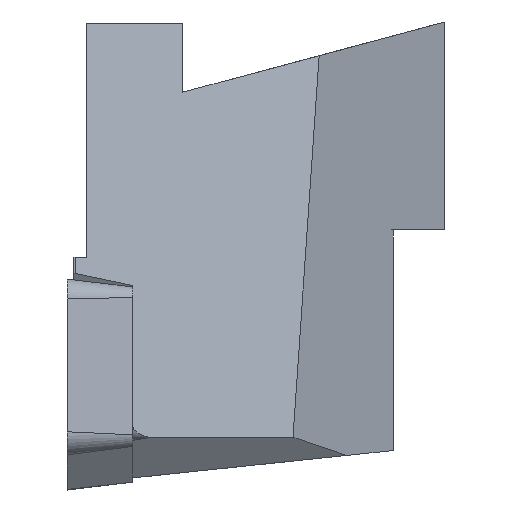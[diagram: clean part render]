
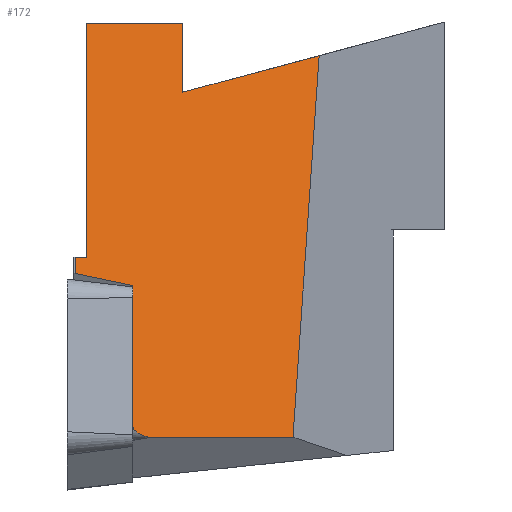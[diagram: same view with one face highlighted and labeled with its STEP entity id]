
A CAD part, left-side view. The second image highlights one B-rep face of the part: STEP entity #172.
In plain terms, the highlighted planar face has unit normal (-0.947, -0.309, 0.083).
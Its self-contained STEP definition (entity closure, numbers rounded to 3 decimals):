
#172=ADVANCED_FACE('',(#246),#217,.F.);
#217=PLANE('',#927);
#246=FACE_OUTER_BOUND('',#280,.T.);
#280=EDGE_LOOP('',(#341,#342,#343,#344,#345,#346,#347,#348,#349,#350,#351));
#336=ELLIPSE('',#926,1.618,0.5);
#341=ORIENTED_EDGE('',*,*,#621,.F.);
#342=ORIENTED_EDGE('',*,*,#622,.T.);
#343=ORIENTED_EDGE('',*,*,#623,.T.);
#344=ORIENTED_EDGE('',*,*,#624,.T.);
#345=ORIENTED_EDGE('',*,*,#625,.T.);
#346=ORIENTED_EDGE('',*,*,#626,.F.);
#347=ORIENTED_EDGE('',*,*,#627,.F.);
#348=ORIENTED_EDGE('',*,*,#628,.F.);
#349=ORIENTED_EDGE('',*,*,#629,.F.);
#350=ORIENTED_EDGE('',*,*,#630,.F.);
#351=ORIENTED_EDGE('',*,*,#631,.F.);
#549=VERTEX_POINT('',#1241);
#550=VERTEX_POINT('',#1242);
#551=VERTEX_POINT('',#1244);
#552=VERTEX_POINT('',#1246);
#553=VERTEX_POINT('',#1248);
#554=VERTEX_POINT('',#1250);
#555=VERTEX_POINT('',#1252);
#556=VERTEX_POINT('',#1254);
#557=VERTEX_POINT('',#1256);
#558=VERTEX_POINT('',#1258);
#559=VERTEX_POINT('',#1260);
#621=EDGE_CURVE('',#549,#550,#725,.T.);
#622=EDGE_CURVE('',#549,#551,#726,.T.);
#623=EDGE_CURVE('',#551,#552,#727,.T.);
#624=EDGE_CURVE('',#552,#553,#336,.T.);
#625=EDGE_CURVE('',#553,#554,#728,.T.);
#626=EDGE_CURVE('',#555,#554,#729,.T.);
#627=EDGE_CURVE('',#556,#555,#730,.T.);
#628=EDGE_CURVE('',#557,#556,#731,.T.);
#629=EDGE_CURVE('',#558,#557,#732,.T.);
#630=EDGE_CURVE('',#559,#558,#733,.T.);
#631=EDGE_CURVE('',#550,#559,#734,.T.);
#725=LINE('',#1240,#795);
#726=LINE('',#1243,#796);
#727=LINE('',#1245,#797);
#728=LINE('',#1249,#798);
#729=LINE('',#1251,#799);
#730=LINE('',#1253,#800);
#731=LINE('',#1255,#801);
#732=LINE('',#1257,#802);
#733=LINE('',#1259,#803);
#734=LINE('',#1261,#804);
#795=VECTOR('',#1009,1.);
#796=VECTOR('',#1010,1.);
#797=VECTOR('',#1011,1.);
#798=VECTOR('',#1014,1.);
#799=VECTOR('',#1015,1.);
#800=VECTOR('',#1016,1.);
#801=VECTOR('',#1017,1.);
#802=VECTOR('',#1018,1.);
#803=VECTOR('',#1019,1.);
#804=VECTOR('',#1020,1.);
#926=AXIS2_PLACEMENT_3D('',#1247,#1012,#1013);
#927=AXIS2_PLACEMENT_3D('',#1262,#1021,#1022);
#1009=DIRECTION('',(0.087,0.,0.996));
#1010=DIRECTION('',(0.288,-0.937,-0.196));
#1011=DIRECTION('',(-0.087,0.,-0.996));
#1012=DIRECTION('',(-0.947,-0.309,0.083));
#1013=DIRECTION('',(0.308,-0.951,-0.027));
#1014=DIRECTION('',(0.31,-0.951,0.003));
#1015=DIRECTION('',(-0.109,0.068,-0.992));
#1016=DIRECTION('',(0.32,-0.915,0.245));
#1017=DIRECTION('',(-0.087,0.,-0.996));
#1018=DIRECTION('',(0.31,-0.951,0.));
#1019=DIRECTION('',(0.087,0.,0.996));
#1020=DIRECTION('',(0.31,-0.951,0.));
#1021=DIRECTION('',(0.947,0.309,-0.083));
#1022=DIRECTION('',(0.31,-0.951,0.));
#1240=CARTESIAN_POINT('',(-15.44,0.403,-16.5));
#1241=CARTESIAN_POINT('',(-14.572,0.403,-6.579));
#1242=CARTESIAN_POINT('',(-14.521,0.403,-5.995));
#1243=CARTESIAN_POINT('',(-13.949,-1.62,-7.002));
#1244=CARTESIAN_POINT('',(-13.93,-1.68,-7.015));
#1245=CARTESIAN_POINT('',(-13.898,-1.68,-6.639));
#1246=CARTESIAN_POINT('',(-14.377,-1.68,-12.118));
#1247=CARTESIAN_POINT('',(-13.879,-3.219,-12.162));
#1248=CARTESIAN_POINT('',(-14.212,-2.296,-12.534));
#1249=CARTESIAN_POINT('',(-14.421,-1.657,-12.536));
#1250=CARTESIAN_POINT('',(-12.517,-7.491,-12.518));
#1251=CARTESIAN_POINT('',(-11.941,-7.851,-7.278));
#1252=CARTESIAN_POINT('',(-10.996,-8.441,1.324));
#1253=CARTESIAN_POINT('',(-11.523,-6.933,0.92));
#1254=CARTESIAN_POINT('',(-12.723,-3.5,0.));
#1255=CARTESIAN_POINT('',(-13.386,-3.5,-7.578));
#1256=CARTESIAN_POINT('',(-12.504,-3.5,2.508));
#1257=CARTESIAN_POINT('',(-20.917,22.294,2.508));
#1258=CARTESIAN_POINT('',(-13.645,0.,2.508));
#1259=CARTESIAN_POINT('',(-14.519,0.,-7.479));
#1260=CARTESIAN_POINT('',(-14.389,0.,-5.995));
#1261=CARTESIAN_POINT('',(-22.621,25.238,-5.995));
#1262=CARTESIAN_POINT('',(-13.898,-1.68,-6.639));
